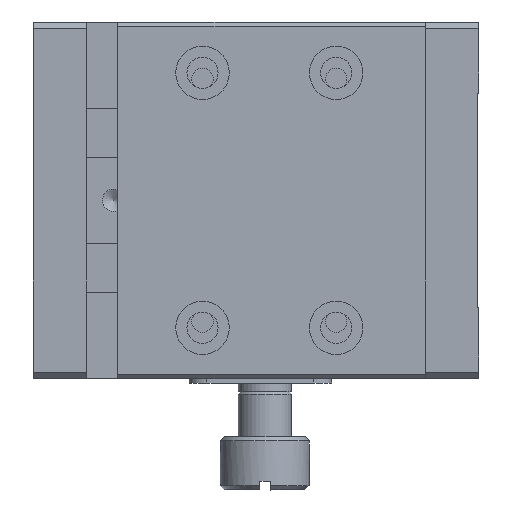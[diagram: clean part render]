
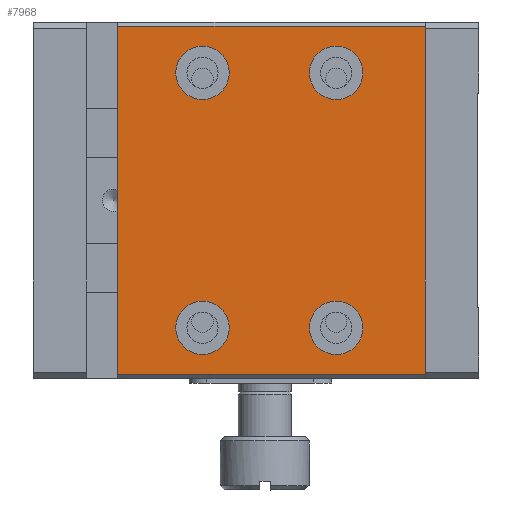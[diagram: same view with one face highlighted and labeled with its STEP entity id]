
A CAD part, left-side view. The second image highlights one B-rep face of the part: STEP entity #7968.
In plain terms, the highlighted planar face has unit normal (-1, 0, 0).
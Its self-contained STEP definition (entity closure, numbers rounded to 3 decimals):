
#90 = CARTESIAN_POINT ( 'NONE',  ( 7.5, 16., -34.3 ) ) ;
#97 = VERTEX_POINT ( 'NONE', #5786 ) ;
#152 = PLANE ( 'NONE',  #4594 ) ;
#196 = CIRCLE ( 'NONE', #5406, 3. ) ;
#272 = ORIENTED_EDGE ( 'NONE', *, *, #8969, .F. ) ;
#283 = ORIENTED_EDGE ( 'NONE', *, *, #7372, .F. ) ;
#468 = DIRECTION ( 'NONE',  ( 0., 0., 1. ) ) ;
#620 = AXIS2_PLACEMENT_3D ( 'NONE', #2630, #5467, #1747 ) ;
#731 = ORIENTED_EDGE ( 'NONE', *, *, #1895, .F. ) ;
#746 = CARTESIAN_POINT ( 'NONE',  ( 7.5, 16., -2.7 ) ) ;
#1164 = DIRECTION ( 'NONE',  ( 0., 0., 1. ) ) ;
#1171 = DIRECTION ( 'NONE',  ( 0., -1., 0. ) ) ;
#1243 = CIRCLE ( 'NONE', #1395, 3. ) ;
#1395 = AXIS2_PLACEMENT_3D ( 'NONE', #1441, #4981, #4283 ) ;
#1441 = CARTESIAN_POINT ( 'NONE',  ( 7.5, 16., -5.7 ) ) ;
#1576 = VERTEX_POINT ( 'NONE', #7649 ) ;
#1582 = EDGE_CURVE ( 'NONE', #1576, #2502, #6863, .T. ) ;
#1625 = DIRECTION ( 'NONE',  ( 0., 0., 1. ) ) ;
#1747 = DIRECTION ( 'NONE',  ( 0., 0., 1. ) ) ;
#1895 = EDGE_CURVE ( 'NONE', #9236, #9236, #196, .T. ) ;
#2008 = EDGE_CURVE ( 'NONE', #7096, #7096, #1243, .T. ) ;
#2310 = DIRECTION ( 'NONE',  ( 0., 0., -1. ) ) ;
#2502 = VERTEX_POINT ( 'NONE', #5611 ) ;
#2630 = CARTESIAN_POINT ( 'NONE',  ( 7.5, 31., -5.7 ) ) ;
#2649 = ORIENTED_EDGE ( 'NONE', *, *, #6340, .F. ) ;
#2719 = FACE_BOUND ( 'NONE', #7169, .T. ) ;
#2724 = VERTEX_POINT ( 'NONE', #7611 ) ;
#2745 = EDGE_CURVE ( 'NONE', #97, #97, #5529, .T. ) ;
#3296 = ORIENTED_EDGE ( 'NONE', *, *, #2008, .F. ) ;
#3359 = VERTEX_POINT ( 'NONE', #5775 ) ;
#3408 = LINE ( 'NONE', #9092, #6474 ) ;
#3425 = FACE_BOUND ( 'NONE', #5834, .T. ) ;
#4149 = CARTESIAN_POINT ( 'NONE',  ( 7.5, 40.5, -39.5 ) ) ;
#4283 = DIRECTION ( 'NONE',  ( 0., 0., 1. ) ) ;
#4594 = AXIS2_PLACEMENT_3D ( 'NONE', #7809, #6509, #2310 ) ;
#4772 = AXIS2_PLACEMENT_3D ( 'NONE', #90, #5822, #1625 ) ;
#4874 = DIRECTION ( 'NONE',  ( 0., 1., 0. ) ) ;
#4910 = EDGE_CURVE ( 'NONE', #3359, #2724, #3408, .T. ) ;
#4981 = DIRECTION ( 'NONE',  ( -1., 0., 0. ) ) ;
#4997 = CARTESIAN_POINT ( 'NONE',  ( 7.5, 31., -31.3 ) ) ;
#5406 = AXIS2_PLACEMENT_3D ( 'NONE', #7552, #9043, #1164 ) ;
#5467 = DIRECTION ( 'NONE',  ( -1., 0., 0. ) ) ;
#5529 = CIRCLE ( 'NONE', #620, 3. ) ;
#5561 = FACE_BOUND ( 'NONE', #5851, .T. ) ;
#5611 = CARTESIAN_POINT ( 'NONE',  ( 7.5, 40.5, -0.5 ) ) ;
#5775 = CARTESIAN_POINT ( 'NONE',  ( 7.5, 6., -0.5 ) ) ;
#5786 = CARTESIAN_POINT ( 'NONE',  ( 7.5, 31., -2.7 ) ) ;
#5822 = DIRECTION ( 'NONE',  ( -1., 0., 0. ) ) ;
#5834 = EDGE_LOOP ( 'NONE', ( #3296 ) ) ;
#5851 = EDGE_LOOP ( 'NONE', ( #272 ) ) ;
#5857 = VECTOR ( 'NONE', #468, 1000. ) ;
#6340 = EDGE_CURVE ( 'NONE', #2724, #1576, #9039, .T. ) ;
#6474 = VECTOR ( 'NONE', #8216, 1000. ) ;
#6509 = DIRECTION ( 'NONE',  ( 1., 0., 0. ) ) ;
#6562 = ORIENTED_EDGE ( 'NONE', *, *, #2745, .F. ) ;
#6844 = VERTEX_POINT ( 'NONE', #9038 ) ;
#6863 = LINE ( 'NONE', #4149, #5857 ) ;
#6870 = VECTOR ( 'NONE', #1171, 1000. ) ;
#6966 = FACE_OUTER_BOUND ( 'NONE', #7886, .T. ) ;
#7096 = VERTEX_POINT ( 'NONE', #746 ) ;
#7169 = EDGE_LOOP ( 'NONE', ( #6562 ) ) ;
#7349 = ORIENTED_EDGE ( 'NONE', *, *, #4910, .F. ) ;
#7372 = EDGE_CURVE ( 'NONE', #2502, #3359, #8917, .T. ) ;
#7552 = CARTESIAN_POINT ( 'NONE',  ( 7.5, 31., -34.3 ) ) ;
#7611 = CARTESIAN_POINT ( 'NONE',  ( 7.5, 6., -39.5 ) ) ;
#7649 = CARTESIAN_POINT ( 'NONE',  ( 7.5, 40.5, -39.5 ) ) ;
#7762 = EDGE_LOOP ( 'NONE', ( #731 ) ) ;
#7766 = CARTESIAN_POINT ( 'NONE',  ( 7.5, 40.5, -39.5 ) ) ;
#7809 = CARTESIAN_POINT ( 'NONE',  ( 7.5, 40.5, -39.5 ) ) ;
#7886 = EDGE_LOOP ( 'NONE', ( #283, #8915, #2649, #7349 ) ) ;
#7952 = FACE_BOUND ( 'NONE', #7762, .T. ) ;
#7968 = ADVANCED_FACE ( 'NONE', ( #6966, #3425, #2719, #5561, #7952 ), #152, .F. ) ;
#8216 = DIRECTION ( 'NONE',  ( 0., 0., -1. ) ) ;
#8499 = CIRCLE ( 'NONE', #4772, 3. ) ;
#8865 = VECTOR ( 'NONE', #4874, 1000. ) ;
#8915 = ORIENTED_EDGE ( 'NONE', *, *, #1582, .F. ) ;
#8917 = LINE ( 'NONE', #9217, #6870 ) ;
#8969 = EDGE_CURVE ( 'NONE', #6844, #6844, #8499, .T. ) ;
#9038 = CARTESIAN_POINT ( 'NONE',  ( 7.5, 16., -31.3 ) ) ;
#9039 = LINE ( 'NONE', #7766, #8865 ) ;
#9043 = DIRECTION ( 'NONE',  ( -1., 0., 0. ) ) ;
#9092 = CARTESIAN_POINT ( 'NONE',  ( 7.5, 6., -39.5 ) ) ;
#9217 = CARTESIAN_POINT ( 'NONE',  ( 7.5, 40.5, -0.5 ) ) ;
#9236 = VERTEX_POINT ( 'NONE', #4997 ) ;
